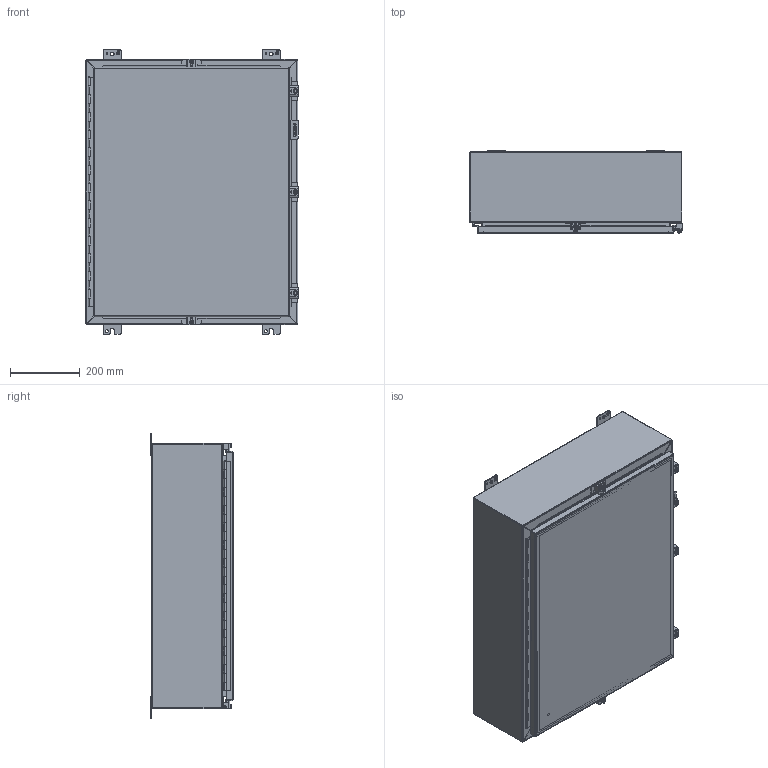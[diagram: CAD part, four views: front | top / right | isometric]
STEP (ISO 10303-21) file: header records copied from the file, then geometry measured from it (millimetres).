
FILE_DESCRIPTION (( 'STEP AP203' ), '1' );
FILE_NAME ('1418N4S16K8_Default.step', '2019-11-01T16:13:01', ( 'ADC123' ), ( 'Microsoft' ), 'SwSTEP 2.0', 'SolidWorks 2019', '' );
FILE_SCHEMA (( 'CONFIG_CONTROL_DESIGN' ));
Length unit declared in the file: inch
Products named in the file (1): 1418N4S16K8_Default
Bounding box: 611.2 x 238.12 x 819.15 mm (x, y, z)
Volume: 4221698 mm3; surface area: 4360638.4 mm2
Topology: 43 solids, 44 shells, 1538 faces, 3990 edges, 2581 vertices
Faces by surface type: plane 827, cylinder 571, bspline 132, cone 8
Entity records: 53501 total; most frequent: CARTESIAN_POINT 15964, ORIENTED_EDGE 7972, DIRECTION 7544, EDGE_CURVE 3986, VERTEX_POINT 2581, AXIS2_PLACEMENT_3D 2519, LINE 2506, VECTOR 2506
